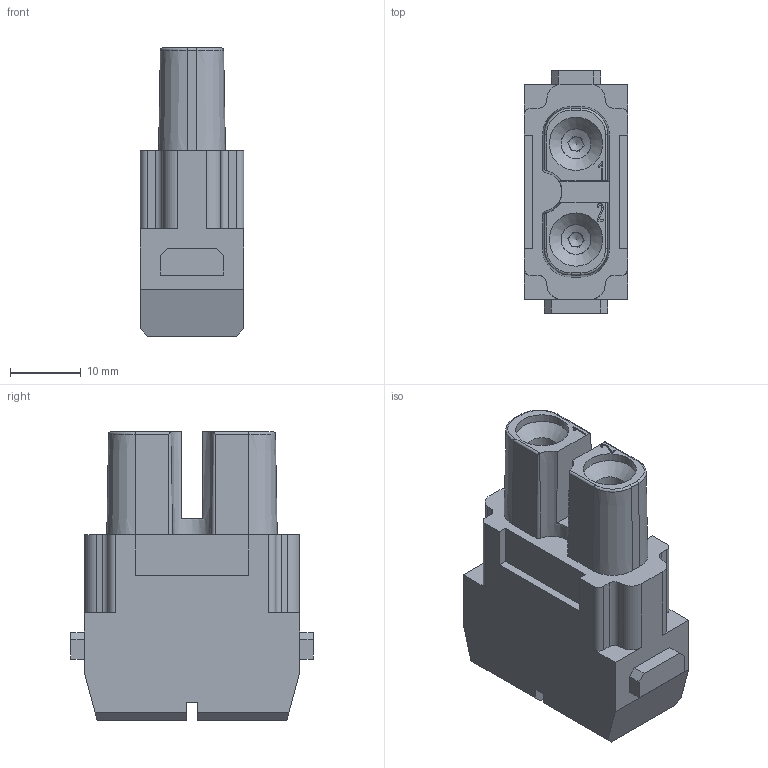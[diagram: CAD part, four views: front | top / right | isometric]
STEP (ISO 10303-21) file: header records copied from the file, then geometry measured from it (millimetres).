
FILE_DESCRIPTION(/* description */ (''),/* implementation_level */ '2;1');
FILE_NAME(/* name */ '100111301ugm000_d.stp',/* time_stamp */ '2019-06-12T11:10:02+02:00',/* author */ (''),/* organization */ (''),/* preprocessor_version */ 'ST-DEVELOPER v16.7',/* originating_system */ 'SIEMENS PLM Software NX 12.0',/* authorisation */ '');
FILE_SCHEMA (('AUTOMOTIVE_DESIGN { 1 0 10303 214 3 1 1 1 }'));
Length unit declared in the file: millimetre
Products named in the file (1): 100111301ugm000_d
Bounding box: 14.6 x 34.2 x 40.6 mm (x, y, z)
Volume: 11363.2 mm3; surface area: 5588.1 mm2
Topology: 1 solids, 9 shells, 825 faces, 2383 edges, 1663 vertices
Faces by surface type: plane 698, extrusion 54, cylinder 44, cone 21, bspline 6, torus 2
Full cylindrical faces by diameter (mm): 2 x2, 3.92 x2, 4.2 x2, 4.25 x2, 5 x2, 6.2 x4, 7.5 x2, 10.6 x2
Entity records: 38181 total; most frequent: CARTESIAN_POINT 13380, ORIENTED_EDGE 4510, DIRECTION 2748, EDGE_CURVE 2255, VERTEX_POINT 1514, B_SPLINE_CURVE_WITH_KNOTS 1342, VECTOR 976, LINE 922
